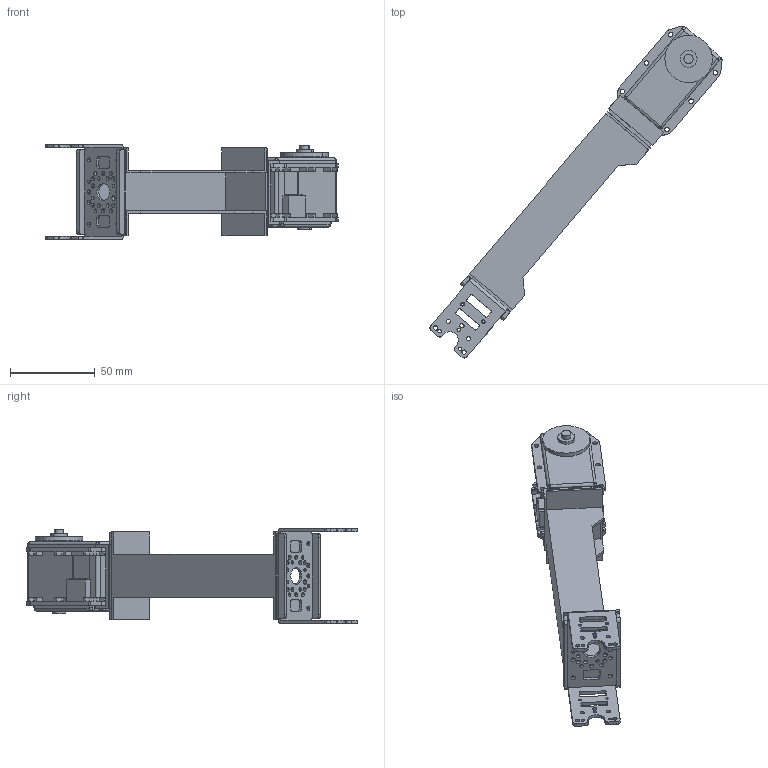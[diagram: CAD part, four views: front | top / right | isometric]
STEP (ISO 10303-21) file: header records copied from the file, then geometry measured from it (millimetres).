
FILE_DESCRIPTION (( 'STEP AP203' ), '1' );
FILE_NAME ('Link2_Default_sldprt.STEP', '2018-11-21T09:56:08', ( '' ), ( '' ), 'SwSTEP 2.0', 'SolidWorks 2017', '' );
FILE_SCHEMA (( 'CONFIG_CONTROL_DESIGN' ));
Length unit declared in the file: millimetre
Products named in the file (1): Link2_Default_sldprt
Bounding box: 172.37 x 195.84 x 56 mm (x, y, z)
Volume: 103732.7 mm3; surface area: 55843.8 mm2
Topology: 5 solids, 5 shells, 697 faces, 1912 edges, 1234 vertices
Faces by surface type: plane 390, cylinder 246, bspline 35, cone 26
Entity records: 24638 total; most frequent: CARTESIAN_POINT 6453, ORIENTED_EDGE 3808, DIRECTION 3670, EDGE_CURVE 1904, VECTOR 1318, LINE 1318, VERTEX_POINT 1234, AXIS2_PLACEMENT_3D 1176
